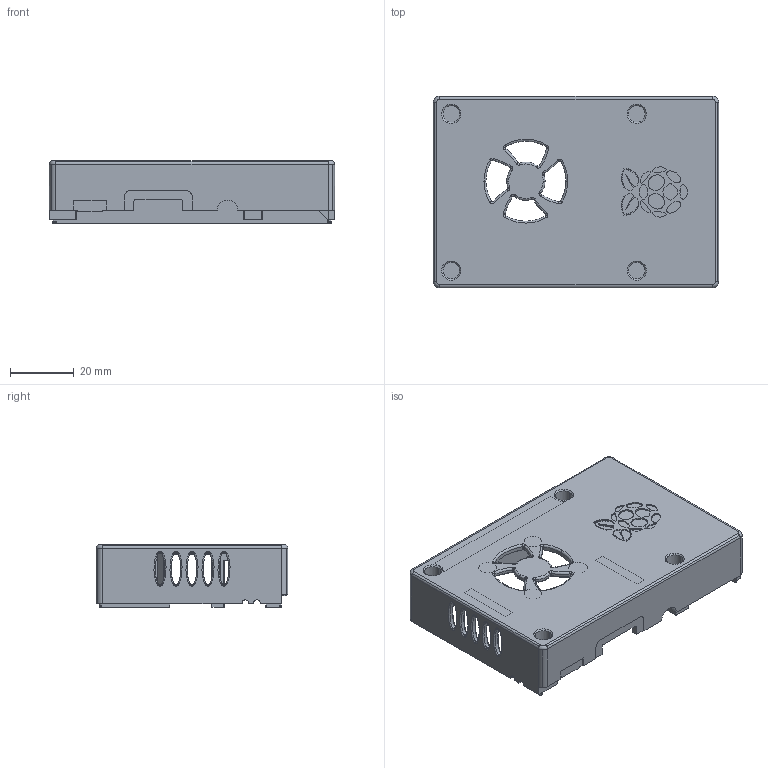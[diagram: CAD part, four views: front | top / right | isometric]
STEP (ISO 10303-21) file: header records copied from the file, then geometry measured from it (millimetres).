
FILE_DESCRIPTION(('STEP AP214'),'1');
FILE_NAME('RPI 3 B cover.stp','2018-06-18T08:29:09',(' '),(' '),'Spatial InterOp 3D',' ',' ');
FILE_SCHEMA(('AUTOMOTIVE_DESIGN { 1 0 10303 214 1 1 1 1 }'));
Length unit declared in the file: millimetre
Products named in the file (1): cover
Bounding box: 89.16 x 59.96 x 19.5 mm (x, y, z)
Volume: 18426.1 mm3; surface area: 21143.8 mm2
Topology: 1 solids, 1 shells, 771 faces, 2068 edges, 1324 vertices
Faces by surface type: plane 346, cylinder 243, torus 114, bspline 51, cone 16, sphere 1
Entity records: 50909 total; most frequent: CARTESIAN_POINT 25202, ORIENTED_EDGE 4136, DIRECTION 4111, EDGE_CURVE 2068, AXIS2_PLACEMENT_3D 1458, VERTEX_POINT 1324, LINE 1195, VECTOR 1195
